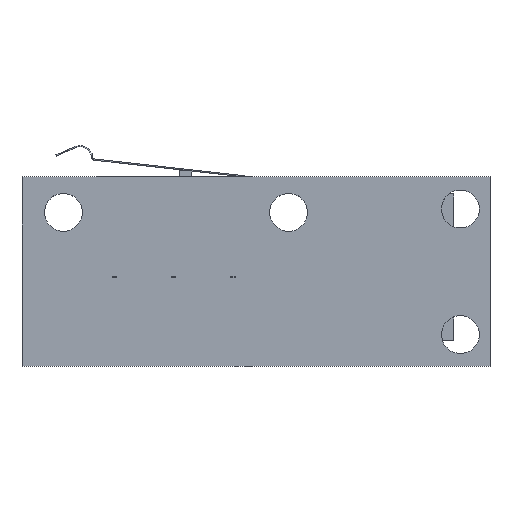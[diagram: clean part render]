
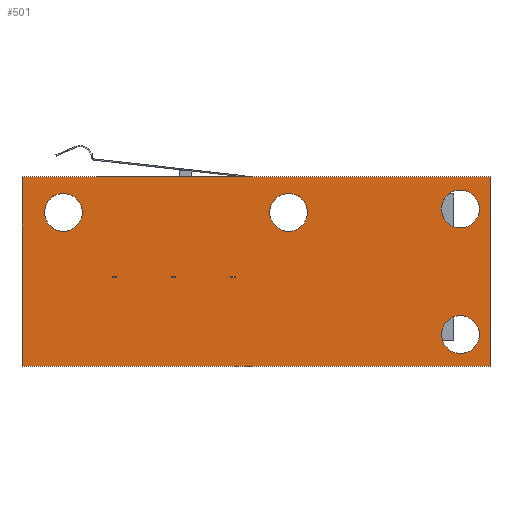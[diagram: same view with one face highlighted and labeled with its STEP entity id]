
A CAD part, top view. The second image highlights one B-rep face of the part: STEP entity #501.
In plain terms, the highlighted face is planar.
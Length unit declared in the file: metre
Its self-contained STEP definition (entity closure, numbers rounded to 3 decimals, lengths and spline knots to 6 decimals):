
#501=ADVANCED_FACE('0:2490',(#1176,#1177,#1178,#1179,#1180),#1181,.T.);
#1176=FACE_BOUND('',#2092,.T.);
#1177=FACE_BOUND('',#2093,.T.);
#1178=FACE_BOUND('',#2094,.T.);
#1179=FACE_BOUND('',#2095,.T.);
#1180=FACE_OUTER_BOUND('',#2096,.T.);
#1181=PLANE('',#2097);
#2092=EDGE_LOOP('',(#3011,#3012));
#2093=EDGE_LOOP('',(#3013,#3014));
#2094=EDGE_LOOP('',(#3015,#3016));
#2095=EDGE_LOOP('',(#3017,#3018));
#2096=EDGE_LOOP('',(#3019,#3020,#3021,#3022));
#2097=AXIS2_PLACEMENT_3D('',#3023,#3024,#3025);
#3011=ORIENTED_EDGE('',*,*,#5435,.T.);
#3012=ORIENTED_EDGE('',*,*,#5440,.T.);
#3013=ORIENTED_EDGE('',*,*,#5430,.T.);
#3014=ORIENTED_EDGE('',*,*,#5443,.T.);
#3015=ORIENTED_EDGE('',*,*,#5425,.T.);
#3016=ORIENTED_EDGE('',*,*,#5446,.T.);
#3017=ORIENTED_EDGE('',*,*,#5420,.T.);
#3018=ORIENTED_EDGE('',*,*,#5449,.T.);
#3019=ORIENTED_EDGE('',*,*,#5464,.F.);
#3020=ORIENTED_EDGE('',*,*,#5451,.F.);
#3021=ORIENTED_EDGE('',*,*,#5465,.F.);
#3022=ORIENTED_EDGE('',*,*,#5460,.F.);
#3023=CARTESIAN_POINT('',(0.0,0.0,0.0));
#3024=DIRECTION('',(0.0,0.0,-1.0));
#3025=DIRECTION('',(0.0,-1.0,0.0));
#5420=EDGE_CURVE('1:4757',#6406,#6403,#6407,.T.);
#5425=EDGE_CURVE('1:5743',#6415,#6412,#6416,.T.);
#5430=EDGE_CURVE('4:2177',#6424,#6421,#6425,.T.);
#5435=EDGE_CURVE('4:2375',#6433,#6430,#6434,.T.);
#5440=EDGE_CURVE('',#6430,#6433,#6440,.T.);
#5443=EDGE_CURVE('',#6421,#6424,#6443,.T.);
#5446=EDGE_CURVE('',#6412,#6415,#6446,.T.);
#5449=EDGE_CURVE('',#6403,#6406,#6449,.T.);
#5451=EDGE_CURVE('0:2529',#6451,#6452,#6453,.F.);
#5460=EDGE_CURVE('0:2511',#6466,#6467,#6468,.F.);
#5464=EDGE_CURVE('0:2499',#6452,#6466,#6472,.F.);
#5465=EDGE_CURVE('0:2520',#6467,#6451,#6473,.T.);
#6403=VERTEX_POINT('',#7849);
#6406=VERTEX_POINT('',#7853);
#6407=CIRCLE('',#7854,0.0016);
#6412=VERTEX_POINT('',#7860);
#6415=VERTEX_POINT('',#7864);
#6416=CIRCLE('',#7865,0.0016);
#6421=VERTEX_POINT('',#7871);
#6424=VERTEX_POINT('',#7875);
#6425=CIRCLE('',#7876,0.0016);
#6430=VERTEX_POINT('',#7882);
#6433=VERTEX_POINT('',#7886);
#6434=CIRCLE('',#7887,0.0016);
#6440=CIRCLE('',#7894,0.0016);
#6443=CIRCLE('',#7897,0.0016);
#6446=CIRCLE('',#7900,0.0016);
#6449=CIRCLE('',#7903,0.0016);
#6451=VERTEX_POINT('NONE',#7905);
#6452=VERTEX_POINT('NONE',#7906);
#6453=LINE('',#7907,#7908);
#6466=VERTEX_POINT('NONE',#7927);
#6467=VERTEX_POINT('NONE',#7928);
#6468=LINE('',#7929,#7930);
#6472=LINE('',#7936,#7937);
#6473=LINE('',#7938,#7939);
#7849=CARTESIAN_POINT('',(-0.01685,-0.005,0.0));
#7853=CARTESIAN_POINT('',(-0.01365,-0.005,0.0));
#7854=AXIS2_PLACEMENT_3D('',#9888,#9889,#9890);
#7860=CARTESIAN_POINT('',(0.00215,-0.005,0.0));
#7864=CARTESIAN_POINT('',(0.00535,-0.005,0.0));
#7865=AXIS2_PLACEMENT_3D('',#9896,#9897,#9898);
#7871=CARTESIAN_POINT('',(0.01665,-0.005285,0.0));
#7875=CARTESIAN_POINT('',(0.01985,-0.005285,0.0));
#7876=AXIS2_PLACEMENT_3D('',#9904,#9905,#9906);
#7882=CARTESIAN_POINT('',(0.01665,0.005315,0.0));
#7886=CARTESIAN_POINT('',(0.01985,0.005315,0.0));
#7887=AXIS2_PLACEMENT_3D('',#9912,#9913,#9914);
#7894=AXIS2_PLACEMENT_3D('',#9922,#9923,#9924);
#7897=AXIS2_PLACEMENT_3D('',#9928,#9929,#9930);
#7900=AXIS2_PLACEMENT_3D('',#9934,#9935,#9936);
#7903=AXIS2_PLACEMENT_3D('',#9940,#9941,#9942);
#7905=CARTESIAN_POINT('',(0.02075,0.008,0.0));
#7906=CARTESIAN_POINT('',(-0.01875,0.008,0.0));
#7907=CARTESIAN_POINT('',(-0.006125,0.008,0.0));
#7908=VECTOR('',#9943,1.0);
#7927=CARTESIAN_POINT('',(-0.01875,-0.008,0.0));
#7928=CARTESIAN_POINT('',(0.02075,-0.008,0.0));
#7929=CARTESIAN_POINT('',(-0.006125,-0.008,0.0));
#7930=VECTOR('',#9950,1.0);
#7936=CARTESIAN_POINT('',(-0.01875,-0.0025,0.0));
#7937=VECTOR('',#9953,1.0);
#7938=CARTESIAN_POINT('',(0.02075,-0.005,0.0));
#7939=VECTOR('',#9954,1.0);
#9888=CARTESIAN_POINT('',(-0.01525,-0.005,0.0));
#9889=DIRECTION('',(0.0,-0.0,1.0));
#9890=DIRECTION('',(-1.0,0.0,0.0));
#9896=CARTESIAN_POINT('',(0.00375,-0.005,0.0));
#9897=DIRECTION('',(0.0,-0.0,1.0));
#9898=DIRECTION('',(-1.0,0.0,0.0));
#9904=CARTESIAN_POINT('',(0.01825,-0.005285,0.0));
#9905=DIRECTION('',(0.0,-0.0,1.0));
#9906=DIRECTION('',(-1.0,0.0,0.0));
#9912=CARTESIAN_POINT('',(0.01825,0.005315,0.0));
#9913=DIRECTION('',(0.0,-0.0,1.0));
#9914=DIRECTION('',(-1.0,0.0,0.0));
#9922=CARTESIAN_POINT('',(0.01825,0.005315,0.0));
#9923=DIRECTION('',(0.0,-0.0,1.0));
#9924=DIRECTION('',(-1.0,0.0,0.0));
#9928=CARTESIAN_POINT('',(0.01825,-0.005285,0.0));
#9929=DIRECTION('',(0.0,-0.0,1.0));
#9930=DIRECTION('',(-1.0,0.0,0.0));
#9934=CARTESIAN_POINT('',(0.00375,-0.005,0.0));
#9935=DIRECTION('',(0.0,-0.0,1.0));
#9936=DIRECTION('',(-1.0,0.0,0.0));
#9940=CARTESIAN_POINT('',(-0.01525,-0.005,0.0));
#9941=DIRECTION('',(0.0,-0.0,1.0));
#9942=DIRECTION('',(-1.0,0.0,0.0));
#9943=DIRECTION('',(1.0,0.0,0.0));
#9950=DIRECTION('',(-1.0,0.0,0.0));
#9953=DIRECTION('',(-0.0,1.0,0.0));
#9954=DIRECTION('',(0.0,1.0,0.0));
